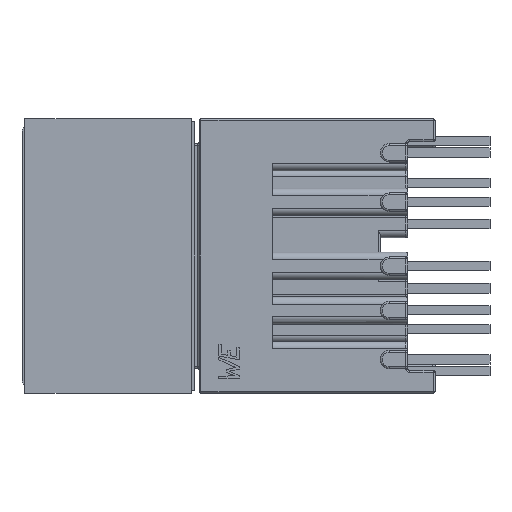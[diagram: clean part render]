
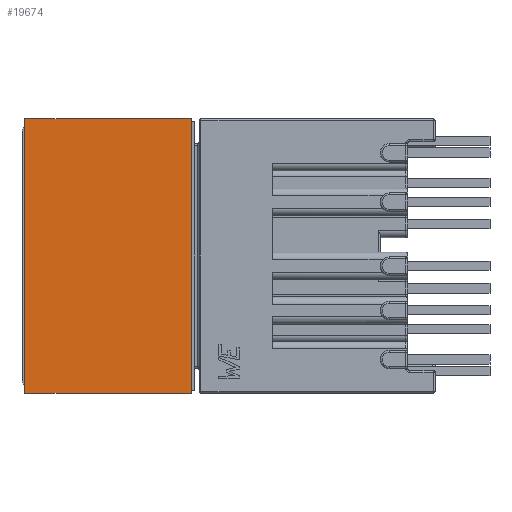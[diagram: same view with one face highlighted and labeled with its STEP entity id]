
A CAD part, left-side view. The second image highlights one B-rep face of the part: STEP entity #19674.
In plain terms, the highlighted face is planar.
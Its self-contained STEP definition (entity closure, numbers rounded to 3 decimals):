
#773 = CARTESIAN_POINT ( 'NONE',  ( 14.86, -13.52, -9.13 ) ) ;
#1186 = CARTESIAN_POINT ( 'NONE',  ( -0.16, -13.52, -9.13 ) ) ;
#3775 = EDGE_CURVE ( 'NONE', #12811, #6300, #11060, .T. ) ;
#3944 = VECTOR ( 'NONE', #15335, 1000. ) ;
#4001 = VERTEX_POINT ( 'NONE', #773 ) ;
#4024 = CARTESIAN_POINT ( 'NONE',  ( -0.16, -13.52, -9.13 ) ) ;
#5641 = VERTEX_POINT ( 'NONE', #21915 ) ;
#6300 = VERTEX_POINT ( 'NONE', #9262 ) ;
#6711 = CARTESIAN_POINT ( 'NONE',  ( -0.16, -13.52, 0. ) ) ;
#7949 = CARTESIAN_POINT ( 'NONE',  ( -0.16, -13.52, -9.13 ) ) ;
#8826 = AXIS2_PLACEMENT_3D ( 'NONE', #1186, #12506, #16255 ) ;
#9262 = CARTESIAN_POINT ( 'NONE',  ( -0.16, -13.52, 0. ) ) ;
#9782 = DIRECTION ( 'NONE',  ( 1., 0., 0. ) ) ;
#10784 = LINE ( 'NONE', #4024, #11996 ) ;
#11060 = LINE ( 'NONE', #20946, #14059 ) ;
#11218 = EDGE_CURVE ( 'NONE', #4001, #5641, #14064, .T. ) ;
#11650 = DIRECTION ( 'NONE',  ( 0., 0., 1. ) ) ;
#11996 = VECTOR ( 'NONE', #9782, 1000. ) ;
#12506 = DIRECTION ( 'NONE',  ( 0., -1., 0. ) ) ;
#12591 = PLANE ( 'NONE',  #8826 ) ;
#12747 = EDGE_LOOP ( 'NONE', ( #19864, #20405, #15866, #14194 ) ) ;
#12811 = VERTEX_POINT ( 'NONE', #7949 ) ;
#14059 = VECTOR ( 'NONE', #11650, 1000. ) ;
#14064 = LINE ( 'NONE', #17477, #3944 ) ;
#14194 = ORIENTED_EDGE ( 'NONE', *, *, #11218, .T. ) ;
#14638 = LINE ( 'NONE', #6711, #21182 ) ;
#15335 = DIRECTION ( 'NONE',  ( 0., 0., 1. ) ) ;
#15866 = ORIENTED_EDGE ( 'NONE', *, *, #21177, .T. ) ;
#16255 = DIRECTION ( 'NONE',  ( 0., 0., -1. ) ) ;
#17477 = CARTESIAN_POINT ( 'NONE',  ( 14.86, -13.52, -9.13 ) ) ;
#18545 = FACE_OUTER_BOUND ( 'NONE', #12747, .T. ) ;
#19674 = ADVANCED_FACE ( 'NONE', ( #18545 ), #12591, .T. ) ;
#19864 = ORIENTED_EDGE ( 'NONE', *, *, #21383, .F. ) ;
#20405 = ORIENTED_EDGE ( 'NONE', *, *, #3775, .F. ) ;
#20946 = CARTESIAN_POINT ( 'NONE',  ( -0.16, -13.52, -9.13 ) ) ;
#21177 = EDGE_CURVE ( 'NONE', #12811, #4001, #10784, .T. ) ;
#21182 = VECTOR ( 'NONE', #21727, 1000. ) ;
#21383 = EDGE_CURVE ( 'NONE', #6300, #5641, #14638, .T. ) ;
#21727 = DIRECTION ( 'NONE',  ( 1., 0., 0. ) ) ;
#21915 = CARTESIAN_POINT ( 'NONE',  ( 14.86, -13.52, 0. ) ) ;
